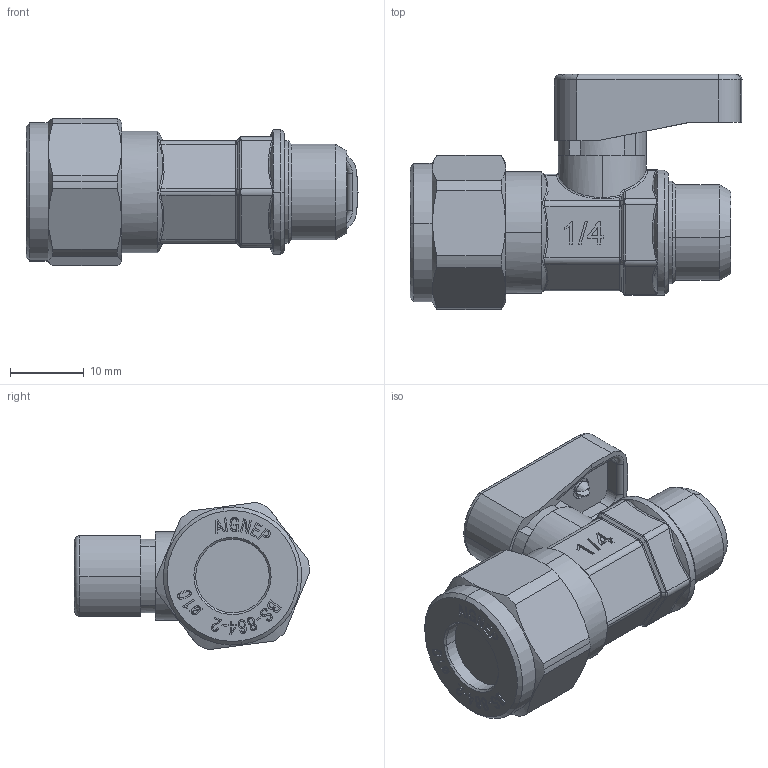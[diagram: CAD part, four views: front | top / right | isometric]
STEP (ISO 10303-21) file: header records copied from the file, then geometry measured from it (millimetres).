
FILE_DESCRIPTION (( 'STEP AP214' ), '1' );
FILE_NAME ('0644000005.step', '2012-10-02T16:32:40', ( '' ), ( '' ), 'SwSTEP 2.0', 'SolidWorks 2012', '' );
FILE_SCHEMA (( 'AUTOMOTIVE_DESIGN' ));
Length unit declared in the file: millimetre
Products named in the file (1): 0644000005
Bounding box: 45.15 x 31.99 x 20 mm (x, y, z)
Volume: 10959.7 mm3; surface area: 4833.9 mm2
Topology: 8 solids, 17 shells, 895 faces, 2283 edges, 1475 vertices
Faces by surface type: plane 441, bspline 267, cylinder 119, cone 38, torus 28, sphere 2
Entity records: 38330 total; most frequent: CARTESIAN_POINT 18504, ORIENTED_EDGE 4566, DIRECTION 3246, EDGE_CURVE 2283, VERTEX_POINT 1475, VECTOR 1308, LINE 1308, AXIS2_PLACEMENT_3D 969
